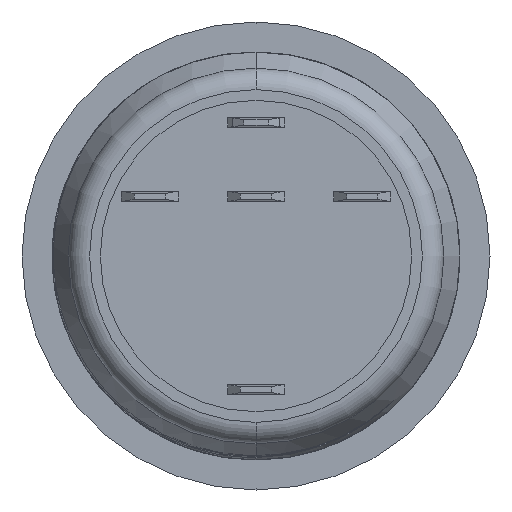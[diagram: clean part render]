
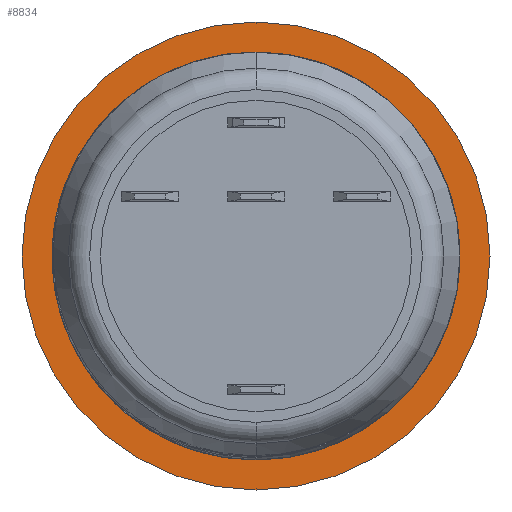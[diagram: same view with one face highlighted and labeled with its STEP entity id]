
A CAD part, front view. The second image highlights one B-rep face of the part: STEP entity #8834.
In plain terms, the highlighted planar face has unit normal (0, -1, 0).
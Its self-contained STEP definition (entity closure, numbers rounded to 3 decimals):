
#847 = CARTESIAN_POINT ( 'NONE',  ( -7.9, 0., -10.9 ) ) ;
#1163 = DIRECTION ( 'NONE',  ( 0., -1., 0. ) ) ;
#1179 = EDGE_CURVE ( 'NONE', #8358, #1741, #4906, .T. ) ;
#1354 = CARTESIAN_POINT ( 'NONE',  ( -7.9, 0., 10.9 ) ) ;
#1510 = CARTESIAN_POINT ( 'NONE',  ( -7.9, 0., -9.5 ) ) ;
#1516 = DIRECTION ( 'NONE',  ( 0., -1., 0. ) ) ;
#1632 = CIRCLE ( 'NONE', #7650, 9.5 ) ;
#1696 = EDGE_CURVE ( 'NONE', #9479, #7244, #1632, .T. ) ;
#1741 = VERTEX_POINT ( 'NONE', #847 ) ;
#2025 = DIRECTION ( 'NONE',  ( 0., 0., -1. ) ) ;
#2543 = CARTESIAN_POINT ( 'NONE',  ( -7.9, 0., 0. ) ) ;
#2675 = DIRECTION ( 'NONE',  ( 0., -1., 0. ) ) ;
#3371 = EDGE_CURVE ( 'NONE', #7244, #9479, #5246, .T. ) ;
#3488 = CARTESIAN_POINT ( 'NONE',  ( -7.9, 0., 0. ) ) ;
#3538 = CARTESIAN_POINT ( 'NONE',  ( 0., 0., 0. ) ) ;
#3881 = AXIS2_PLACEMENT_3D ( 'NONE', #3538, #2675, #2025 ) ;
#3917 = DIRECTION ( 'NONE',  ( 0., -1., 0. ) ) ;
#3960 = CIRCLE ( 'NONE', #7814, 10.9 ) ;
#4368 = DIRECTION ( 'NONE',  ( 0., 0., -1. ) ) ;
#4370 = CARTESIAN_POINT ( 'NONE',  ( -7.9, 0., 9.5 ) ) ;
#4872 = DIRECTION ( 'NONE',  ( 0., -1., 0. ) ) ;
#4906 = CIRCLE ( 'NONE', #7392, 10.9 ) ;
#4914 = FACE_OUTER_BOUND ( 'NONE', #7755, .T. ) ;
#5246 = CIRCLE ( 'NONE', #5886, 9.5 ) ;
#5370 = CARTESIAN_POINT ( 'NONE',  ( -7.9, 0., 0. ) ) ;
#5886 = AXIS2_PLACEMENT_3D ( 'NONE', #2543, #4872, #7945 ) ;
#6023 = EDGE_CURVE ( 'NONE', #1741, #8358, #3960, .T. ) ;
#6104 = DIRECTION ( 'NONE',  ( 0., 0., -1. ) ) ;
#6151 = CARTESIAN_POINT ( 'NONE',  ( -7.9, 0., 0. ) ) ;
#7186 = FACE_BOUND ( 'NONE', #7994, .T. ) ;
#7244 = VERTEX_POINT ( 'NONE', #1510 ) ;
#7392 = AXIS2_PLACEMENT_3D ( 'NONE', #3488, #1163, #4368 ) ;
#7650 = AXIS2_PLACEMENT_3D ( 'NONE', #5370, #1516, #6104 ) ;
#7755 = EDGE_LOOP ( 'NONE', ( #8471, #9134 ) ) ;
#7814 = AXIS2_PLACEMENT_3D ( 'NONE', #6151, #3917, #9264 ) ;
#7945 = DIRECTION ( 'NONE',  ( 0., 0., -1. ) ) ;
#7994 = EDGE_LOOP ( 'NONE', ( #8474, #9569 ) ) ;
#8358 = VERTEX_POINT ( 'NONE', #1354 ) ;
#8471 = ORIENTED_EDGE ( 'NONE', *, *, #6023, .T. ) ;
#8474 = ORIENTED_EDGE ( 'NONE', *, *, #1696, .F. ) ;
#8834 = ADVANCED_FACE ( 'NONE', ( #7186, #4914 ), #9548, .T. ) ;
#9134 = ORIENTED_EDGE ( 'NONE', *, *, #1179, .T. ) ;
#9264 = DIRECTION ( 'NONE',  ( 0., 0., -1. ) ) ;
#9479 = VERTEX_POINT ( 'NONE', #4370 ) ;
#9548 = PLANE ( 'NONE',  #3881 ) ;
#9569 = ORIENTED_EDGE ( 'NONE', *, *, #3371, .F. ) ;
